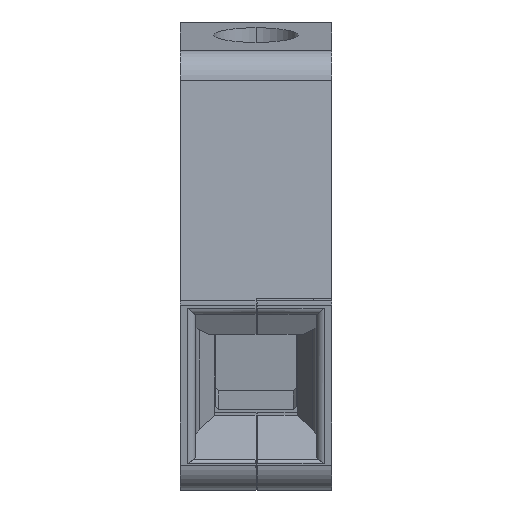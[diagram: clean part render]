
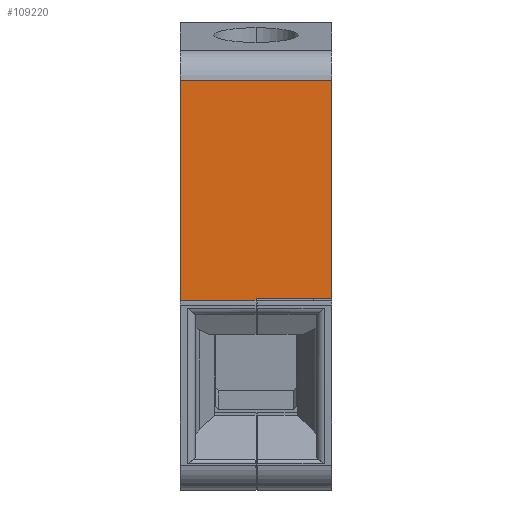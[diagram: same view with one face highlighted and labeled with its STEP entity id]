
A CAD part, front view. The second image highlights one B-rep face of the part: STEP entity #109220.
In plain terms, the highlighted face is planar.
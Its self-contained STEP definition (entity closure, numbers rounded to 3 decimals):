
#81340=CARTESIAN_POINT('',(53.275,-1.634,-5.05));
#81350=VERTEX_POINT('',#81340);
#81380=CARTESIAN_POINT('',(53.275,0.882,-5.05));
#81390=DIRECTION('',(0.,1.,0.));
#81400=VECTOR('',#81390,1.);
#81410=LINE('',#81380,#81400);
#81420=CARTESIAN_POINT('',(53.275,12.922,-5.05));
#81430=VERTEX_POINT('',#81420);
#81440=EDGE_CURVE('',#81350,#81430,#81410,.T.);
#92000=CARTESIAN_POINT('',(53.275,12.922,5.05));
#92010=VERTEX_POINT('',#92000);
#92040=CARTESIAN_POINT('',(53.275,0.882,5.05));
#92050=DIRECTION('',(0.,1.,0.));
#92060=VECTOR('',#92050,1.);
#92070=LINE('',#92040,#92060);
#92080=CARTESIAN_POINT('',(53.275,-1.748,5.05));
#92090=VERTEX_POINT('',#92080);
#92100=EDGE_CURVE('',#92090,#92010,#92070,.T.);
#93600=CARTESIAN_POINT('',(53.275,12.922,
0.));
#93610=DIRECTION('',(0.,0.,-1.));
#93620=VECTOR('',#93610,1.);
#93630=LINE('',#93600,#93620);
#93640=EDGE_CURVE('',#92010,#81430,#93630,.T.);
#95960=CARTESIAN_POINT('',(53.275,-1.748,0.));
#95970=VERTEX_POINT('',#95960);
#96090=CARTESIAN_POINT('',(53.275,-1.748,
0.));
#96100=DIRECTION('',(0.,0.,1.));
#96110=VECTOR('',#96100,1.);
#96120=LINE('',#96090,#96110);
#96130=EDGE_CURVE('',#95970,#92090,#96120,.T.);
#108970=CARTESIAN_POINT('',(53.275,14.6,6.06));
#108980=DIRECTION('',(-1.,0.,0.));
#108990=DIRECTION('',(0.,-1.,0.));
#109000=AXIS2_PLACEMENT_3D('',#108970,#108980,#108990);
#109010=PLANE('',#109000);
#109020=ORIENTED_EDGE('',*,*,#81440,.T.);
#109030=CARTESIAN_POINT('',(53.275,-1.634,
0.));
#109040=DIRECTION('',(0.,0.,1.));
#109050=VECTOR('',#109040,1.);
#109060=LINE('',#109030,#109050);
#109070=CARTESIAN_POINT('',(53.275,-1.634,
0.));
#109080=VERTEX_POINT('',#109070);
#109090=EDGE_CURVE('',#81350,#109080,#109060,.T.);
#109100=ORIENTED_EDGE('',*,*,#109090,.F.);
#109110=CARTESIAN_POINT('',(53.275,0.882,
0.));
#109120=DIRECTION('',(0.,-1.,0.));
#109130=VECTOR('',#109120,1.);
#109140=LINE('',#109110,#109130);
#109150=EDGE_CURVE('',#109080,#95970,#109140,.T.);
#109160=ORIENTED_EDGE('',*,*,#109150,.F.);
#109170=ORIENTED_EDGE('',*,*,#96130,.F.);
#109180=ORIENTED_EDGE('',*,*,#92100,.F.);
#109190=ORIENTED_EDGE('',*,*,#93640,.F.);
#109200=EDGE_LOOP('',(#109190,#109180,#109170,#109160,#109100,#109020));
#109210=FACE_OUTER_BOUND('',#109200,.T.);
#109220=ADVANCED_FACE('',(#109210),#109010,.F.);
